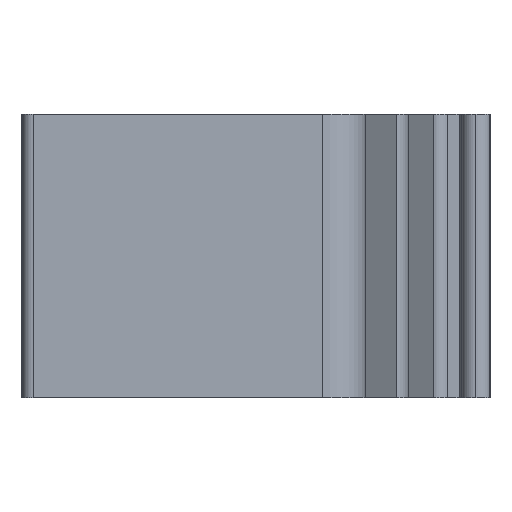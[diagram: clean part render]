
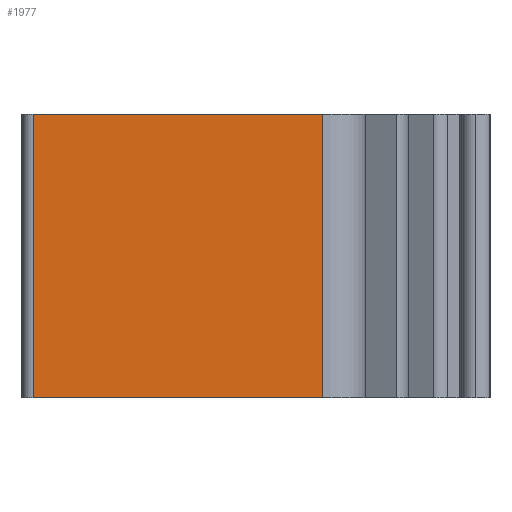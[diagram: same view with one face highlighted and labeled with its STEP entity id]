
A CAD part, left-side view. The second image highlights one B-rep face of the part: STEP entity #1977.
In plain terms, the highlighted planar face has unit normal (-1, 0, 0).
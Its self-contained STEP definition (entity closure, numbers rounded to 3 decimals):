
#158 = CARTESIAN_POINT ( 'NONE',  ( 112.675, 173.476, 10. ) ) ;
#211 = ORIENTED_EDGE ( 'NONE', *, *, #7102, .F. ) ;
#851 = DIRECTION ( 'NONE',  ( 0., -1., 0. ) ) ;
#852 = DIRECTION ( 'NONE',  ( 0., -1., 0. ) ) ;
#1168 = VECTOR ( 'NONE', #852, 1000. ) ;
#1423 = VERTEX_POINT ( 'NONE', #3620 ) ;
#1558 = ORIENTED_EDGE ( 'NONE', *, *, #3709, .F. ) ;
#1977 = ADVANCED_FACE ( 'NONE', ( #10278 ), #8050, .F. ) ;
#2026 = CARTESIAN_POINT ( 'NONE',  ( 112.675, 183.692, 0. ) ) ;
#3001 = CARTESIAN_POINT ( 'NONE',  ( 112.675, 183.692, 10. ) ) ;
#3620 = CARTESIAN_POINT ( 'NONE',  ( 112.675, 173.476, 0. ) ) ;
#3709 = EDGE_CURVE ( 'NONE', #3973, #4522, #10783, .T. ) ;
#3833 = VECTOR ( 'NONE', #6743, 1000. ) ;
#3973 = VERTEX_POINT ( 'NONE', #3001 ) ;
#4131 = ORIENTED_EDGE ( 'NONE', *, *, #10105, .T. ) ;
#4433 = CARTESIAN_POINT ( 'NONE',  ( 112.675, 173.476, 10. ) ) ;
#4522 = VERTEX_POINT ( 'NONE', #7692 ) ;
#4824 = LINE ( 'NONE', #5222, #6604 ) ;
#5222 = CARTESIAN_POINT ( 'NONE',  ( 112.675, 173.476, 0. ) ) ;
#6008 = LINE ( 'NONE', #4433, #10691 ) ;
#6154 = LINE ( 'NONE', #9362, #3833 ) ;
#6204 = AXIS2_PLACEMENT_3D ( 'NONE', #158, #9783, #10676 ) ;
#6604 = VECTOR ( 'NONE', #851, 1000. ) ;
#6715 = EDGE_LOOP ( 'NONE', ( #7827, #211, #1558, #4131 ) ) ;
#6743 = DIRECTION ( 'NONE',  ( 0., 0., -1. ) ) ;
#7102 = EDGE_CURVE ( 'NONE', #4522, #1423, #6008, .T. ) ;
#7254 = VERTEX_POINT ( 'NONE', #2026 ) ;
#7692 = CARTESIAN_POINT ( 'NONE',  ( 112.675, 173.476, 10. ) ) ;
#7827 = ORIENTED_EDGE ( 'NONE', *, *, #9845, .T. ) ;
#8050 = PLANE ( 'NONE',  #6204 ) ;
#9362 = CARTESIAN_POINT ( 'NONE',  ( 112.675, 183.692, 10. ) ) ;
#9783 = DIRECTION ( 'NONE',  ( 1., 0., 0. ) ) ;
#9845 = EDGE_CURVE ( 'NONE', #7254, #1423, #4824, .T. ) ;
#10105 = EDGE_CURVE ( 'NONE', #3973, #7254, #6154, .T. ) ;
#10278 = FACE_OUTER_BOUND ( 'NONE', #6715, .T. ) ;
#10497 = CARTESIAN_POINT ( 'NONE',  ( 112.675, 173.476, 10. ) ) ;
#10595 = DIRECTION ( 'NONE',  ( 0., 0., -1. ) ) ;
#10676 = DIRECTION ( 'NONE',  ( 0., 1., 0. ) ) ;
#10691 = VECTOR ( 'NONE', #10595, 1000. ) ;
#10783 = LINE ( 'NONE', #10497, #1168 ) ;
